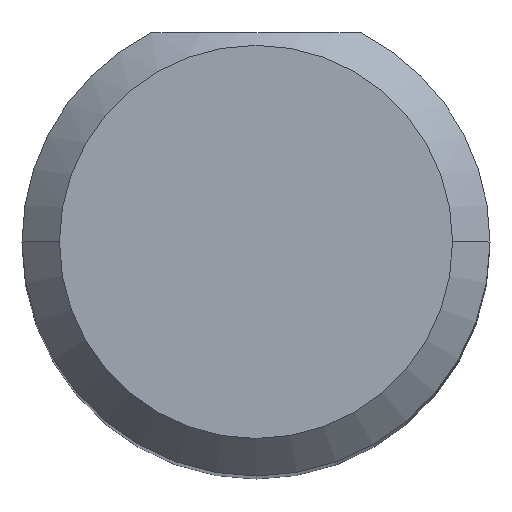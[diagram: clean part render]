
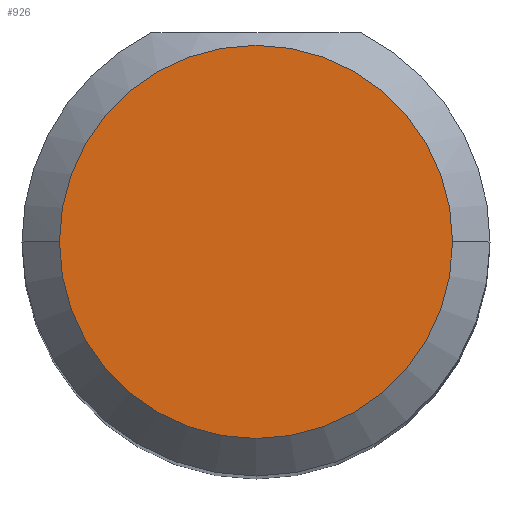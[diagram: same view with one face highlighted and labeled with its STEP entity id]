
A CAD part, top view. The second image highlights one B-rep face of the part: STEP entity #926.
In plain terms, the highlighted planar face has unit normal (0, 0, 1).
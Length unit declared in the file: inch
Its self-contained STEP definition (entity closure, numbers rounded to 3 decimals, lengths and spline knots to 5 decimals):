
#33 = DIRECTION ( 'NONE',  ( 1., 0., 0. ) ) ;
#44 = CARTESIAN_POINT ( 'NONE',  ( 0.07875, 0., 2. ) ) ;
#50 = ORIENTED_EDGE ( 'NONE', *, *, #156, .T. ) ;
#83 = AXIS2_PLACEMENT_3D ( 'NONE', #283, #866, #880 ) ;
#156 = EDGE_CURVE ( 'NONE', #484, #736, #701, .T. ) ;
#160 = EDGE_LOOP ( 'NONE', ( #50, #330 ) ) ;
#267 = CARTESIAN_POINT ( 'NONE',  ( 0., 0., 2. ) ) ;
#283 = CARTESIAN_POINT ( 'NONE',  ( 0., 0., 2. ) ) ;
#306 = DIRECTION ( 'NONE',  ( 0., 0., 1. ) ) ;
#330 = ORIENTED_EDGE ( 'NONE', *, *, #374, .T. ) ;
#333 = DIRECTION ( 'NONE',  ( 0., 0., 1. ) ) ;
#341 = CIRCLE ( 'NONE', #486, 0.07875 ) ;
#374 = EDGE_CURVE ( 'NONE', #736, #484, #341, .T. ) ;
#484 = VERTEX_POINT ( 'NONE', #1075 ) ;
#486 = AXIS2_PLACEMENT_3D ( 'NONE', #810, #306, #33 ) ;
#517 = DIRECTION ( 'NONE',  ( 1., 0., 0. ) ) ;
#701 = CIRCLE ( 'NONE', #83, 0.07875 ) ;
#736 = VERTEX_POINT ( 'NONE', #44 ) ;
#810 = CARTESIAN_POINT ( 'NONE',  ( 0., 0., 2. ) ) ;
#863 = FACE_OUTER_BOUND ( 'NONE', #160, .T. ) ;
#866 = DIRECTION ( 'NONE',  ( 0., 0., 1. ) ) ;
#880 = DIRECTION ( 'NONE',  ( 1., 0., 0. ) ) ;
#926 = ADVANCED_FACE ( 'NONE', ( #863 ), #938, .T. ) ;
#938 = PLANE ( 'NONE',  #998 ) ;
#998 = AXIS2_PLACEMENT_3D ( 'NONE', #267, #333, #517 ) ;
#1075 = CARTESIAN_POINT ( 'NONE',  ( -0.07875, 0., 2. ) ) ;
